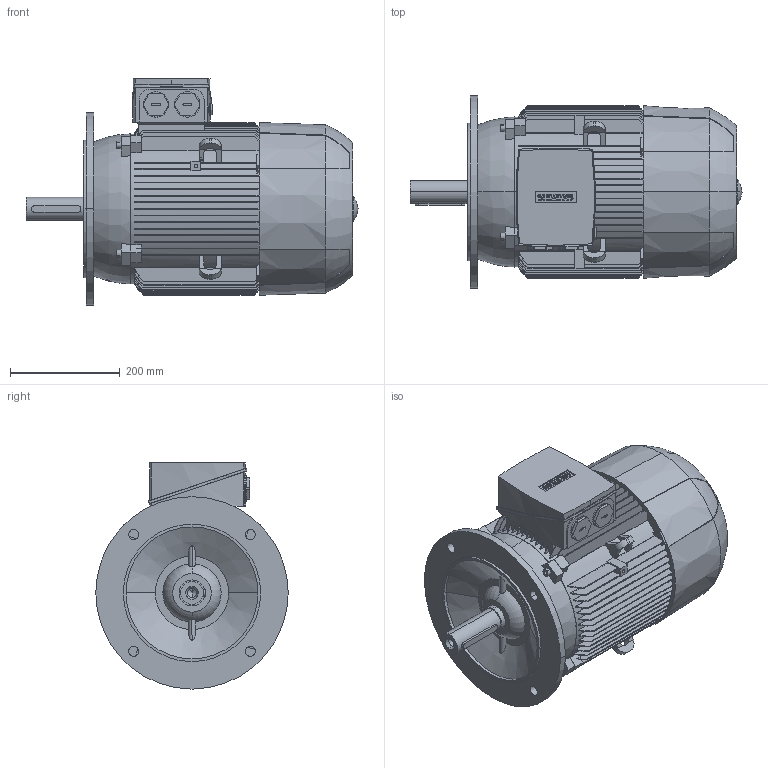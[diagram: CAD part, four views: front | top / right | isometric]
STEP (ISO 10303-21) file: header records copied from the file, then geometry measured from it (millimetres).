
FILE_DESCRIPTION(('STEP AP214'),'1');
FILE_NAME('cctmp_701C68AD-D181-48E0-BDFE-AD38EED030B7_2023_06_14_23_54_50_0272..stp','2023-06-14T21:54:51',('SIEMENS A&D'),('CADClick - www.CADClick.com'),'Spatial InterOp 3D',' ','unknown authorization');
FILE_SCHEMA(('AUTOMOTIVE_DESIGN'));
Length unit declared in the file: millimetre
Products named in the file (1): 1
Bounding box: 604 x 350 x 411.5 mm (x, y, z)
Volume: 32829394.3 mm3; surface area: 1294946.1 mm2
Topology: 7 solids, 7 shells, 1036 faces, 2926 edges, 1932 vertices
Faces by surface type: plane 619, cylinder 255, torus 140, cone 22
Entity records: 49709 total; most frequent: CARTESIAN_POINT 14927, ORIENTED_EDGE 5844, DIRECTION 5130, EDGE_CURVE 2922, VERTEX_POINT 1932, AXIS2_PLACEMENT_3D 1710, LINE 1710, VECTOR 1710
